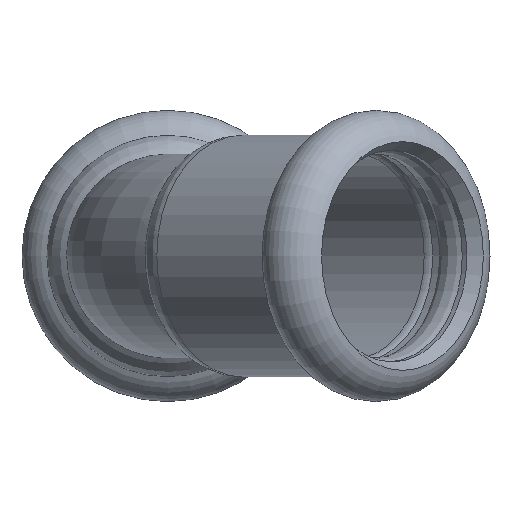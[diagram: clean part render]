
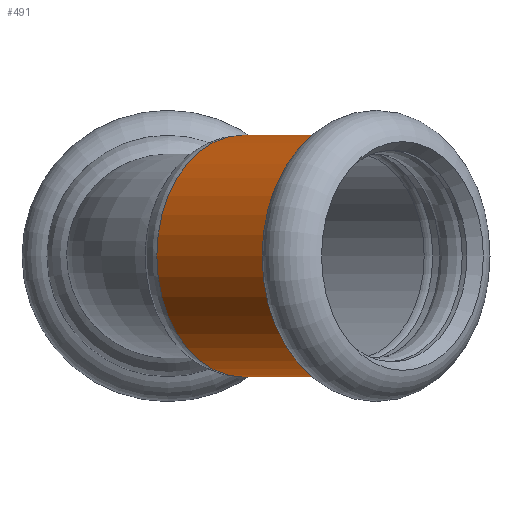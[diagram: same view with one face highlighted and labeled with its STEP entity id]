
A CAD part, left-side view. The second image highlights one B-rep face of the part: STEP entity #491.
In plain terms, the highlighted cylindrical face has radius 10.65 mm (diameter 21.3 mm), a full revolution.
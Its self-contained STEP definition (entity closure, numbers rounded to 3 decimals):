
#34=LINE('',#985,#44);
#44=VECTOR('',#728,10.65);
#54=CYLINDRICAL_SURFACE('',#579,10.65);
#69=FACE_OUTER_BOUND('',#91,.T.);
#91=EDGE_LOOP('',(#388,#389,#390,#391,#392,#393,#394,#395));
#101=CIRCLE('',#522,10.65);
#102=CIRCLE('',#523,10.65);
#107=CIRCLE('',#528,10.65);
#135=CIRCLE('',#564,10.65);
#137=CIRCLE('',#566,10.65);
#138=CIRCLE('',#567,10.65);
#161=VERTEX_POINT('',#781);
#162=VERTEX_POINT('',#782);
#163=VERTEX_POINT('',#784);
#191=VERTEX_POINT('',#857);
#192=VERTEX_POINT('',#858);
#196=VERTEX_POINT('',#912);
#221=EDGE_CURVE('',#161,#162,#101,.T.);
#222=EDGE_CURVE('',#163,#161,#102,.T.);
#227=EDGE_CURVE('',#162,#163,#107,.T.);
#259=EDGE_CURVE('',#191,#192,#135,.T.);
#264=EDGE_CURVE('',#192,#196,#137,.T.);
#265=EDGE_CURVE('',#196,#191,#138,.T.);
#278=EDGE_CURVE('',#162,#196,#34,.T.);
#388=ORIENTED_EDGE('',*,*,#221,.T.);
#389=ORIENTED_EDGE('',*,*,#278,.T.);
#390=ORIENTED_EDGE('',*,*,#264,.F.);
#391=ORIENTED_EDGE('',*,*,#259,.F.);
#392=ORIENTED_EDGE('',*,*,#265,.F.);
#393=ORIENTED_EDGE('',*,*,#278,.F.);
#394=ORIENTED_EDGE('',*,*,#227,.T.);
#395=ORIENTED_EDGE('',*,*,#222,.T.);
#491=ADVANCED_FACE('',(#69),#54,.T.);
#522=AXIS2_PLACEMENT_3D('',#783,#607,#608);
#523=AXIS2_PLACEMENT_3D('',#785,#609,#610);
#528=AXIS2_PLACEMENT_3D('',#793,#619,#620);
#564=AXIS2_PLACEMENT_3D('',#859,#695,#696);
#566=AXIS2_PLACEMENT_3D('',#913,#699,#700);
#567=AXIS2_PLACEMENT_3D('',#914,#701,#702);
#579=AXIS2_PLACEMENT_3D('',#984,#726,#727);
#607=DIRECTION('center_axis',(0.707,0.707,0.));
#608=DIRECTION('ref_axis',(-0.707,0.707,0.));
#609=DIRECTION('center_axis',(0.707,0.707,0.));
#610=DIRECTION('ref_axis',(-0.707,0.707,0.));
#619=DIRECTION('center_axis',(0.707,0.707,0.));
#620=DIRECTION('ref_axis',(-0.707,0.707,0.));
#695=DIRECTION('center_axis',(0.707,0.707,0.));
#696=DIRECTION('ref_axis',(-0.707,0.707,0.));
#699=DIRECTION('center_axis',(0.707,0.707,0.));
#700=DIRECTION('ref_axis',(-0.707,0.707,0.));
#701=DIRECTION('center_axis',(0.707,0.707,0.));
#702=DIRECTION('ref_axis',(-0.707,0.707,0.));
#726=DIRECTION('center_axis',(0.707,0.707,0.));
#727=DIRECTION('ref_axis',(-0.707,0.707,0.));
#728=DIRECTION('',(0.707,0.707,0.));
#781=CARTESIAN_POINT('',(-52.994,-8.635,0.));
#782=CARTESIAN_POINT('',(-37.933,-23.696,0.));
#783=CARTESIAN_POINT('Origin',(-45.464,-16.165,0.));
#784=CARTESIAN_POINT('',(-45.464,-16.165,-10.65));
#785=CARTESIAN_POINT('Origin',(-45.464,-16.165,0.));
#793=CARTESIAN_POINT('Origin',(-45.464,-16.165,0.));
#857=CARTESIAN_POINT('',(-43.404,0.956,0.));
#858=CARTESIAN_POINT('',(-35.874,-6.575,10.65));
#859=CARTESIAN_POINT('Origin',(-35.874,-6.575,0.));
#912=CARTESIAN_POINT('',(-28.343,-14.106,0.));
#913=CARTESIAN_POINT('Origin',(-35.874,-6.575,0.));
#914=CARTESIAN_POINT('Origin',(-35.874,-6.575,0.));
#984=CARTESIAN_POINT('Origin',(-40.669,-11.37,0.));
#985=CARTESIAN_POINT('',(-33.138,-18.901,0.));
